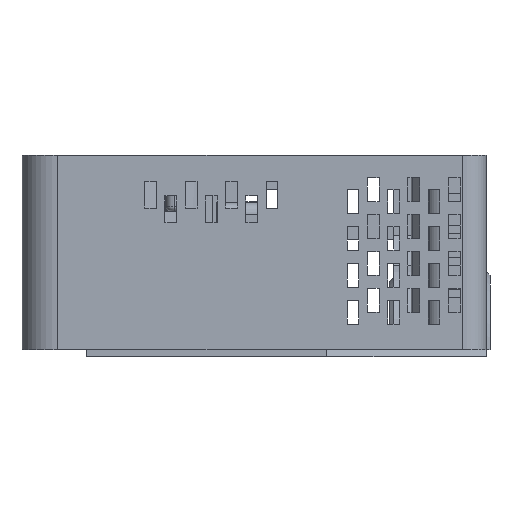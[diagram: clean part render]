
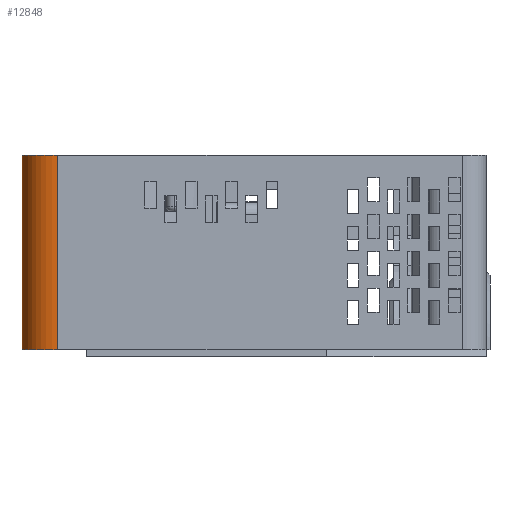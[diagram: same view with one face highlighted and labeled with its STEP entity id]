
A CAD part, left-side view. The second image highlights one B-rep face of the part: STEP entity #12848.
In plain terms, the highlighted cylindrical face has radius 6 mm (diameter 12 mm), a partial arc.
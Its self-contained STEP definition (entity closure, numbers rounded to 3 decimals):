
#362 = CARTESIAN_POINT ( 'NONE',  ( -78.688, 97.729, -108.345 ) ) ;
#568 = CIRCLE ( 'NONE', #26012, 6. ) ;
#1000 = CARTESIAN_POINT ( 'NONE',  ( -68.032, 101.513, -108.345 ) ) ;
#1790 = VECTOR ( 'NONE', #16273, 1000. ) ;
#2988 = CARTESIAN_POINT ( 'NONE',  ( -72.688, 97.729, -141.045 ) ) ;
#4005 = EDGE_CURVE ( 'NONE', #26192, #25182, #18474, .T. ) ;
#4570 = ORIENTED_EDGE ( 'NONE', *, *, #16893, .T. ) ;
#10169 = DIRECTION ( 'NONE',  ( 0., 0., -1. ) ) ;
#10344 = CARTESIAN_POINT ( 'NONE',  ( -78.688, 97.729, -108.345 ) ) ;
#12118 = EDGE_CURVE ( 'NONE', #18459, #26192, #35559, .T. ) ;
#12848 = ADVANCED_FACE ( 'NONE', ( #35601 ), #24298, .T. ) ;
#16273 = DIRECTION ( 'NONE',  ( 0., 0., -1. ) ) ;
#16320 = DIRECTION ( 'NONE',  ( 0., 0., -1. ) ) ;
#16893 = EDGE_CURVE ( 'NONE', #18459, #19542, #568, .T. ) ;
#17271 = DIRECTION ( 'NONE',  ( -1., 0., 0. ) ) ;
#18459 = VERTEX_POINT ( 'NONE', #362 ) ;
#18474 = CIRCLE ( 'NONE', #29104, 6. ) ;
#18737 = DIRECTION ( 'NONE',  ( -1., 0., 0. ) ) ;
#19542 = VERTEX_POINT ( 'NONE', #1000 ) ;
#20600 = DIRECTION ( 'NONE',  ( 0., 0., -1. ) ) ;
#20954 = VECTOR ( 'NONE', #10169, 1000. ) ;
#21949 = AXIS2_PLACEMENT_3D ( 'NONE', #27431, #16320, #18737 ) ;
#22063 = CARTESIAN_POINT ( 'NONE',  ( -68.032, 101.513, -141.045 ) ) ;
#22821 = EDGE_LOOP ( 'NONE', ( #4570, #24774, #33688, #35638 ) ) ;
#24298 = CYLINDRICAL_SURFACE ( 'NONE', #21949, 6. ) ;
#24429 = LINE ( 'NONE', #35914, #20954 ) ;
#24774 = ORIENTED_EDGE ( 'NONE', *, *, #30516, .T. ) ;
#25182 = VERTEX_POINT ( 'NONE', #22063 ) ;
#25959 = DIRECTION ( 'NONE',  ( 0., 0., -1. ) ) ;
#26012 = AXIS2_PLACEMENT_3D ( 'NONE', #34499, #25959, #31529 ) ;
#26192 = VERTEX_POINT ( 'NONE', #35173 ) ;
#27431 = CARTESIAN_POINT ( 'NONE',  ( -72.688, 97.729, -108.345 ) ) ;
#29104 = AXIS2_PLACEMENT_3D ( 'NONE', #2988, #20600, #17271 ) ;
#30516 = EDGE_CURVE ( 'NONE', #19542, #25182, #24429, .T. ) ;
#31529 = DIRECTION ( 'NONE',  ( -1., 0., 0. ) ) ;
#33688 = ORIENTED_EDGE ( 'NONE', *, *, #4005, .F. ) ;
#34499 = CARTESIAN_POINT ( 'NONE',  ( -72.688, 97.729, -108.345 ) ) ;
#35173 = CARTESIAN_POINT ( 'NONE',  ( -78.688, 97.729, -141.045 ) ) ;
#35559 = LINE ( 'NONE', #10344, #1790 ) ;
#35601 = FACE_OUTER_BOUND ( 'NONE', #22821, .T. ) ;
#35638 = ORIENTED_EDGE ( 'NONE', *, *, #12118, .F. ) ;
#35914 = CARTESIAN_POINT ( 'NONE',  ( -68.032, 101.513, -108.345 ) ) ;
